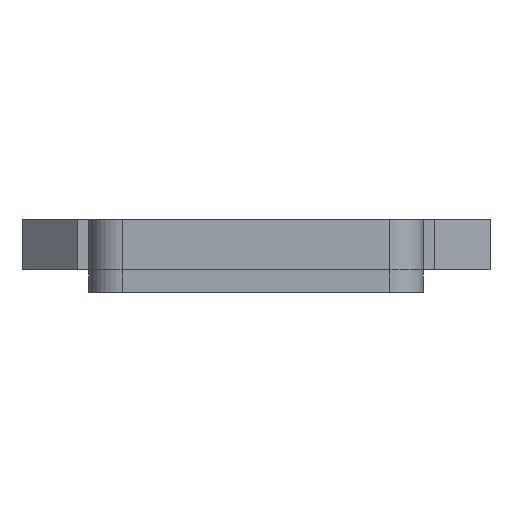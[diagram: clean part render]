
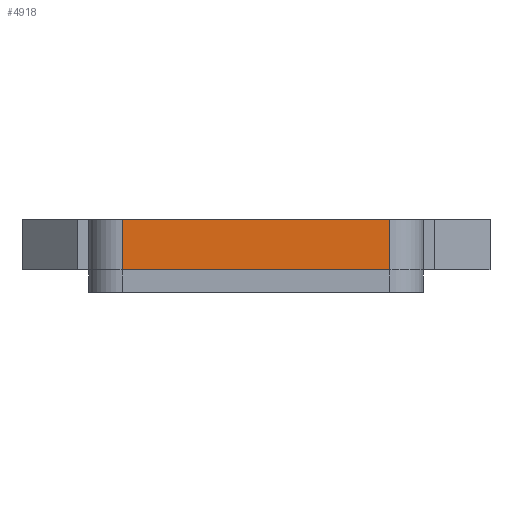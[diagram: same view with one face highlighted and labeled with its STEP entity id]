
A CAD part, left-side view. The second image highlights one B-rep face of the part: STEP entity #4918.
In plain terms, the highlighted planar face has unit normal (-1, 0, 0).
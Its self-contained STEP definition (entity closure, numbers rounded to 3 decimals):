
#291 = LINE ( 'NONE', #7065, #2778 ) ;
#472 = DIRECTION ( 'NONE',  ( -1., 0., 0. ) ) ;
#756 = CARTESIAN_POINT ( 'NONE',  ( -46., 12., 0. ) ) ;
#1025 = ORIENTED_EDGE ( 'NONE', *, *, #5710, .T. ) ;
#1227 = VERTEX_POINT ( 'NONE', #4653 ) ;
#1275 = CARTESIAN_POINT ( 'NONE',  ( -46., 15., 0. ) ) ;
#1625 = PLANE ( 'NONE',  #1695 ) ;
#1695 = AXIS2_PLACEMENT_3D ( 'NONE', #3434, #472, #4669 ) ;
#2231 = EDGE_CURVE ( 'NONE', #1227, #6529, #2707, .T. ) ;
#2405 = CARTESIAN_POINT ( 'NONE',  ( -46., 12., -4.5 ) ) ;
#2609 = DIRECTION ( 'NONE',  ( 0., 1., 0. ) ) ;
#2707 = LINE ( 'NONE', #1275, #7463 ) ;
#2778 = VECTOR ( 'NONE', #4018, 1000. ) ;
#3179 = EDGE_CURVE ( 'NONE', #3544, #5843, #5461, .T. ) ;
#3434 = CARTESIAN_POINT ( 'NONE',  ( -46., 15., 0. ) ) ;
#3544 = VERTEX_POINT ( 'NONE', #4949 ) ;
#4018 = DIRECTION ( 'NONE',  ( 0., 0., -1. ) ) ;
#4236 = ORIENTED_EDGE ( 'NONE', *, *, #3179, .F. ) ;
#4615 = CARTESIAN_POINT ( 'NONE',  ( -46., -12., 0. ) ) ;
#4653 = CARTESIAN_POINT ( 'NONE',  ( -46., -12., 0. ) ) ;
#4665 = DIRECTION ( 'NONE',  ( 0., 0., 1. ) ) ;
#4669 = DIRECTION ( 'NONE',  ( 0., 0., 1. ) ) ;
#4918 = ADVANCED_FACE ( 'NONE', ( #5933 ), #1625, .T. ) ;
#4949 = CARTESIAN_POINT ( 'NONE',  ( -46., -12., -4.5 ) ) ;
#5047 = LINE ( 'NONE', #4615, #5739 ) ;
#5114 = EDGE_LOOP ( 'NONE', ( #4236, #6660, #5911, #1025 ) ) ;
#5461 = LINE ( 'NONE', #6261, #7635 ) ;
#5710 = EDGE_CURVE ( 'NONE', #6529, #5843, #291, .T. ) ;
#5739 = VECTOR ( 'NONE', #4665, 1000. ) ;
#5751 = DIRECTION ( 'NONE',  ( 0., 1., 0. ) ) ;
#5843 = VERTEX_POINT ( 'NONE', #2405 ) ;
#5911 = ORIENTED_EDGE ( 'NONE', *, *, #2231, .T. ) ;
#5933 = FACE_OUTER_BOUND ( 'NONE', #5114, .T. ) ;
#6261 = CARTESIAN_POINT ( 'NONE',  ( -46., 15., -4.5 ) ) ;
#6529 = VERTEX_POINT ( 'NONE', #756 ) ;
#6660 = ORIENTED_EDGE ( 'NONE', *, *, #7201, .T. ) ;
#7065 = CARTESIAN_POINT ( 'NONE',  ( -46., 12., 0. ) ) ;
#7201 = EDGE_CURVE ( 'NONE', #3544, #1227, #5047, .T. ) ;
#7463 = VECTOR ( 'NONE', #5751, 1000. ) ;
#7635 = VECTOR ( 'NONE', #2609, 1000. ) ;
